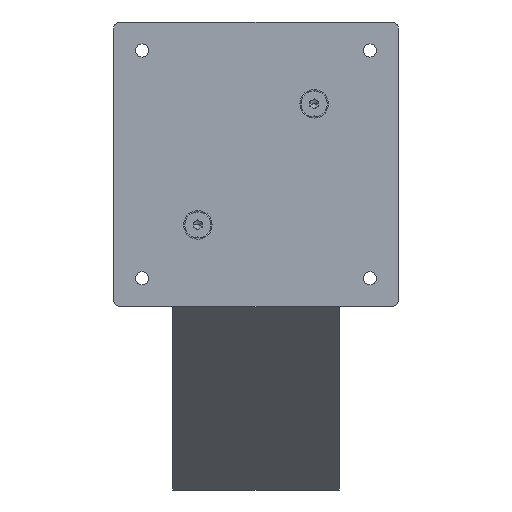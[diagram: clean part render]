
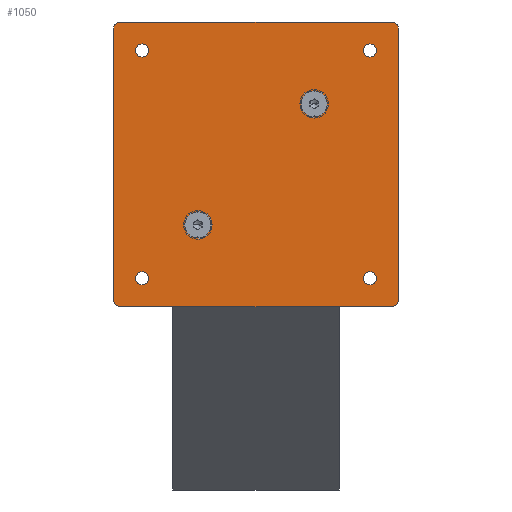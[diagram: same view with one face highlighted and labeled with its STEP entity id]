
A CAD part, top view. The second image highlights one B-rep face of the part: STEP entity #1050.
In plain terms, the highlighted planar face has unit normal (0, 0, 1).
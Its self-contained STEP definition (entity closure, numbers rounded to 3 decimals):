
#1050=ADVANCED_FACE('',(#1678,#1679,#1680,#1681,#1682,#1683,#1684),#1685,.T.);
#1678=FACE_OUTER_BOUND('',#2814,.T.);
#1679=FACE_BOUND('',#2815,.T.);
#1680=FACE_BOUND('',#2816,.T.);
#1681=FACE_BOUND('',#2817,.T.);
#1682=FACE_BOUND('',#2818,.T.);
#1683=FACE_BOUND('',#2819,.T.);
#1684=FACE_BOUND('',#2820,.T.);
#1685=PLANE('',#2821);
#2709=EDGE_CURVE('',#3359,#3356,#3360,.T.);
#2718=EDGE_CURVE('',#3374,#3371,#3375,.T.);
#2727=EDGE_CURVE('',#3389,#3386,#3390,.T.);
#2736=EDGE_CURVE('',#3404,#3401,#3405,.T.);
#2751=EDGE_CURVE('',#3425,#3427,#3429,.T.);
#2760=EDGE_CURVE('',#3440,#3442,#3444,.T.);
#2762=EDGE_CURVE('',#3442,#3440,#3446,.T.);
#2767=EDGE_CURVE('',#3427,#3425,#3451,.T.);
#2775=EDGE_CURVE('',#3401,#3404,#3459,.T.);
#2780=EDGE_CURVE('',#3386,#3389,#3464,.T.);
#2785=EDGE_CURVE('',#3371,#3374,#3469,.T.);
#2790=EDGE_CURVE('',#3356,#3359,#3474,.T.);
#2814=EDGE_LOOP('',(#3553,#3554,#3555,#3556,#3557,#3558,#3559,#3560,#3561,#3562,#3563,#3564));
#2815=EDGE_LOOP('',(#3565,#3566));
#2816=EDGE_LOOP('',(#3567,#3568));
#2817=EDGE_LOOP('',(#3569,#3570));
#2818=EDGE_LOOP('',(#3571,#3572));
#2819=EDGE_LOOP('',(#3573,#3574));
#2820=EDGE_LOOP('',(#3575,#3576));
#2821=AXIS2_PLACEMENT_3D('',#3577,#3578,#3579);
#3356=VERTEX_POINT('',#4478);
#3359=VERTEX_POINT('',#4482);
#3360=CIRCLE('',#4483,2.75);
#3371=VERTEX_POINT('',#4497);
#3374=VERTEX_POINT('',#4501);
#3375=CIRCLE('',#4502,2.75);
#3386=VERTEX_POINT('',#4516);
#3389=VERTEX_POINT('',#4520);
#3390=CIRCLE('',#4521,2.75);
#3401=VERTEX_POINT('',#4535);
#3404=VERTEX_POINT('',#4539);
#3405=CIRCLE('',#4540,2.75);
#3425=VERTEX_POINT('',#4565);
#3427=VERTEX_POINT('',#4568);
#3429=CIRCLE('',#4571,5.5);
#3440=VERTEX_POINT('',#4584);
#3442=VERTEX_POINT('',#4587);
#3444=CIRCLE('',#4590,5.5);
#3446=CIRCLE('',#4592,5.5);
#3451=CIRCLE('',#4597,5.5);
#3459=CIRCLE('',#4605,2.75);
#3464=CIRCLE('',#4610,2.75);
#3469=CIRCLE('',#4615,2.75);
#3474=CIRCLE('',#4620,2.75);
#3553=ORIENTED_EDGE('',*,*,#4637,.F.);
#3554=ORIENTED_EDGE('',*,*,#4656,.T.);
#3555=ORIENTED_EDGE('',*,*,#4623,.F.);
#3556=ORIENTED_EDGE('',*,*,#4649,.F.);
#3557=ORIENTED_EDGE('',*,*,#4654,.T.);
#3558=ORIENTED_EDGE('',*,*,#4627,.F.);
#3559=ORIENTED_EDGE('',*,*,#4646,.F.);
#3560=ORIENTED_EDGE('',*,*,#4652,.T.);
#3561=ORIENTED_EDGE('',*,*,#4631,.F.);
#3562=ORIENTED_EDGE('',*,*,#4643,.F.);
#3563=ORIENTED_EDGE('',*,*,#4650,.T.);
#3564=ORIENTED_EDGE('',*,*,#4638,.F.);
#3565=ORIENTED_EDGE('',*,*,#2790,.T.);
#3566=ORIENTED_EDGE('',*,*,#2709,.T.);
#3567=ORIENTED_EDGE('',*,*,#2785,.T.);
#3568=ORIENTED_EDGE('',*,*,#2718,.T.);
#3569=ORIENTED_EDGE('',*,*,#2780,.T.);
#3570=ORIENTED_EDGE('',*,*,#2727,.T.);
#3571=ORIENTED_EDGE('',*,*,#2775,.T.);
#3572=ORIENTED_EDGE('',*,*,#2736,.T.);
#3573=ORIENTED_EDGE('',*,*,#2751,.T.);
#3574=ORIENTED_EDGE('',*,*,#2767,.T.);
#3575=ORIENTED_EDGE('',*,*,#2760,.T.);
#3576=ORIENTED_EDGE('',*,*,#2762,.T.);
#3577=CARTESIAN_POINT('',(585.707,16.244,452.161));
#3578=DIRECTION('',(0.0,0.0,1.0));
#3579=DIRECTION('',(1.0,0.0,0.0));
#4478=CARTESIAN_POINT('',(576.457,4.244,452.161));
#4482=CARTESIAN_POINT('',(570.957,4.244,452.161));
#4483=AXIS2_PLACEMENT_3D('',#5537,#5538,#5539);
#4497=CARTESIAN_POINT('',(480.457,4.244,452.161));
#4501=CARTESIAN_POINT('',(474.957,4.244,452.161));
#4502=AXIS2_PLACEMENT_3D('',#5550,#5551,#5552);
#4516=CARTESIAN_POINT('',(576.457,-91.756,452.161));
#4520=CARTESIAN_POINT('',(570.957,-91.756,452.161));
#4521=AXIS2_PLACEMENT_3D('',#5563,#5564,#5565);
#4535=CARTESIAN_POINT('',(480.457,-91.756,452.161));
#4539=CARTESIAN_POINT('',(474.957,-91.756,452.161));
#4540=AXIS2_PLACEMENT_3D('',#5576,#5577,#5578);
#4565=CARTESIAN_POINT('',(501.207,-63.756,452.161));
#4568=CARTESIAN_POINT('',(501.207,-74.756,452.161));
#4571=AXIS2_PLACEMENT_3D('',#5598,#5599,#5600);
#4584=CARTESIAN_POINT('',(550.207,-12.756,452.161));
#4587=CARTESIAN_POINT('',(550.207,-23.756,452.161));
#4590=AXIS2_PLACEMENT_3D('',#5611,#5612,#5613);
#4592=AXIS2_PLACEMENT_3D('',#5614,#5615,#5616);
#4597=AXIS2_PLACEMENT_3D('',#5623,#5624,#5625);
#4605=AXIS2_PLACEMENT_3D('',#5638,#5639,#5640);
#4610=AXIS2_PLACEMENT_3D('',#5647,#5648,#5649);
#4615=AXIS2_PLACEMENT_3D('',#5656,#5657,#5658);
#4620=AXIS2_PLACEMENT_3D('',#5665,#5666,#5667);
#4623=EDGE_CURVE('',#5668,#5671,#5672,.T.);
#4627=EDGE_CURVE('',#5676,#5679,#5680,.T.);
#4631=EDGE_CURVE('',#5684,#5687,#5688,.T.);
#4637=EDGE_CURVE('',#5697,#5693,#5699,.T.);
#4638=EDGE_CURVE('',#5693,#5700,#5701,.T.);
#4643=EDGE_CURVE('',#5707,#5684,#5709,.T.);
#4646=EDGE_CURVE('',#5712,#5676,#5714,.T.);
#4649=EDGE_CURVE('',#5717,#5668,#5719,.T.);
#4650=EDGE_CURVE('',#5707,#5700,#5720,.T.);
#4652=EDGE_CURVE('',#5712,#5687,#5722,.T.);
#4654=EDGE_CURVE('',#5717,#5679,#5724,.T.);
#4656=EDGE_CURVE('',#5697,#5671,#5726,.T.);
#5537=CARTESIAN_POINT('',(573.707,4.244,452.161));
#5538=DIRECTION('',(0.0,0.0,-1.0));
#5539=DIRECTION('',(1.0,0.0,0.0));
#5550=CARTESIAN_POINT('',(477.707,4.244,452.161));
#5551=DIRECTION('',(0.0,0.0,-1.0));
#5552=DIRECTION('',(1.0,0.0,0.0));
#5563=CARTESIAN_POINT('',(573.707,-91.756,452.161));
#5564=DIRECTION('',(0.0,0.0,-1.0));
#5565=DIRECTION('',(1.0,0.0,0.0));
#5576=CARTESIAN_POINT('',(477.707,-91.756,452.161));
#5577=DIRECTION('',(0.0,0.0,-1.0));
#5578=DIRECTION('',(1.0,0.0,0.0));
#5598=CARTESIAN_POINT('',(501.207,-69.256,452.161));
#5599=DIRECTION('',(0.0,0.0,-1.0));
#5600=DIRECTION('',(0.,1.0,0.0));
#5611=CARTESIAN_POINT('',(550.207,-18.256,452.161));
#5612=DIRECTION('',(0.0,0.0,-1.0));
#5613=DIRECTION('',(0.,1.0,0.0));
#5614=CARTESIAN_POINT('',(550.207,-18.256,452.161));
#5615=DIRECTION('',(0.0,0.0,-1.0));
#5616=DIRECTION('',(0.,1.0,0.0));
#5623=CARTESIAN_POINT('',(501.207,-69.256,452.161));
#5624=DIRECTION('',(0.0,0.0,-1.0));
#5625=DIRECTION('',(0.,1.0,0.0));
#5638=CARTESIAN_POINT('',(477.707,-91.756,452.161));
#5639=DIRECTION('',(0.0,0.0,-1.0));
#5640=DIRECTION('',(1.0,0.0,0.0));
#5647=CARTESIAN_POINT('',(573.707,-91.756,452.161));
#5648=DIRECTION('',(0.0,0.0,-1.0));
#5649=DIRECTION('',(1.0,0.0,0.0));
#5656=CARTESIAN_POINT('',(477.707,4.244,452.161));
#5657=DIRECTION('',(0.0,0.0,-1.0));
#5658=DIRECTION('',(1.0,0.0,0.0));
#5665=CARTESIAN_POINT('',(573.707,4.244,452.161));
#5666=DIRECTION('',(0.0,0.0,-1.0));
#5667=DIRECTION('',(1.0,0.0,0.0));
#5668=VERTEX_POINT('',#6326);
#5671=VERTEX_POINT('',#6330);
#5672=CIRCLE('',#6331,3.0);
#5676=VERTEX_POINT('',#6336);
#5679=VERTEX_POINT('',#6340);
#5680=CIRCLE('',#6341,3.0);
#5684=VERTEX_POINT('',#6346);
#5687=VERTEX_POINT('',#6350);
#5688=CIRCLE('',#6351,3.0);
#5693=VERTEX_POINT('',#6357);
#5697=VERTEX_POINT('',#6362);
#5699=CIRCLE('',#6365,3.0);
#5700=VERTEX_POINT('',#6366);
#5701=CIRCLE('',#6367,3.0);
#5707=VERTEX_POINT('',#6374);
#5709=CIRCLE('',#6377,3.0);
#5712=VERTEX_POINT('',#6380);
#5714=CIRCLE('',#6383,3.0);
#5717=VERTEX_POINT('',#6386);
#5719=CIRCLE('',#6389,3.0);
#5720=LINE('',#6390,#6391);
#5722=LINE('',#6394,#6395);
#5724=LINE('',#6398,#6399);
#5726=LINE('',#6402,#6403);
#6326=CARTESIAN_POINT('',(584.828,15.366,452.161));
#6330=CARTESIAN_POINT('',(585.707,13.244,452.161));
#6331=AXIS2_PLACEMENT_3D('',#6657,#6658,#6659);
#6336=CARTESIAN_POINT('',(466.585,15.366,452.161));
#6340=CARTESIAN_POINT('',(468.707,16.244,452.161));
#6341=AXIS2_PLACEMENT_3D('',#6665,#6666,#6667);
#6346=CARTESIAN_POINT('',(466.585,-102.877,452.161));
#6350=CARTESIAN_POINT('',(465.707,-100.756,452.161));
#6351=AXIS2_PLACEMENT_3D('',#6673,#6674,#6675);
#6357=CARTESIAN_POINT('',(584.828,-102.877,452.161));
#6362=CARTESIAN_POINT('',(585.707,-100.756,452.161));
#6365=AXIS2_PLACEMENT_3D('',#6685,#6686,#6687);
#6366=CARTESIAN_POINT('',(582.707,-103.756,452.161));
#6367=AXIS2_PLACEMENT_3D('',#6688,#6689,#6690);
#6374=CARTESIAN_POINT('',(468.707,-103.756,452.161));
#6377=AXIS2_PLACEMENT_3D('',#6699,#6700,#6701);
#6380=CARTESIAN_POINT('',(465.707,13.244,452.161));
#6383=AXIS2_PLACEMENT_3D('',#6706,#6707,#6708);
#6386=CARTESIAN_POINT('',(582.707,16.244,452.161));
#6389=AXIS2_PLACEMENT_3D('',#6713,#6714,#6715);
#6390=CARTESIAN_POINT('',(465.707,-103.756,452.161));
#6391=VECTOR('',#6716,1.0);
#6394=CARTESIAN_POINT('',(465.707,16.244,452.161));
#6395=VECTOR('',#6718,1.0);
#6398=CARTESIAN_POINT('',(585.707,16.244,452.161));
#6399=VECTOR('',#6720,1.0);
#6402=CARTESIAN_POINT('',(585.707,-103.756,452.161));
#6403=VECTOR('',#6722,1.0);
#6657=CARTESIAN_POINT('',(582.707,13.244,452.161));
#6658=DIRECTION('',(0.0,0.0,-1.0));
#6659=DIRECTION('',(0.707,0.707,0.0));
#6665=CARTESIAN_POINT('',(468.707,13.244,452.161));
#6666=DIRECTION('',(0.0,0.0,-1.0));
#6667=DIRECTION('',(-0.707,0.707,0.0));
#6673=CARTESIAN_POINT('',(468.707,-100.756,452.161));
#6674=DIRECTION('',(-0.0,0.0,-1.0));
#6675=DIRECTION('',(-0.707,-0.707,0.0));
#6685=CARTESIAN_POINT('',(582.707,-100.756,452.161));
#6686=DIRECTION('',(0.0,0.0,-1.0));
#6687=DIRECTION('',(0.707,-0.707,0.0));
#6688=CARTESIAN_POINT('',(582.707,-100.756,452.161));
#6689=DIRECTION('',(0.0,0.0,-1.0));
#6690=DIRECTION('',(0.707,-0.707,0.0));
#6699=CARTESIAN_POINT('',(468.707,-100.756,452.161));
#6700=DIRECTION('',(-0.0,0.0,-1.0));
#6701=DIRECTION('',(-0.707,-0.707,0.0));
#6706=CARTESIAN_POINT('',(468.707,13.244,452.161));
#6707=DIRECTION('',(0.0,0.0,-1.0));
#6708=DIRECTION('',(-0.707,0.707,0.0));
#6713=CARTESIAN_POINT('',(582.707,13.244,452.161));
#6714=DIRECTION('',(0.0,0.0,-1.0));
#6715=DIRECTION('',(0.707,0.707,0.0));
#6716=DIRECTION('',(1.0,0.0,0.0));
#6718=DIRECTION('',(0.0,-1.0,0.0));
#6720=DIRECTION('',(-1.0,0.0,0.0));
#6722=DIRECTION('',(0.0,1.0,0.0));
